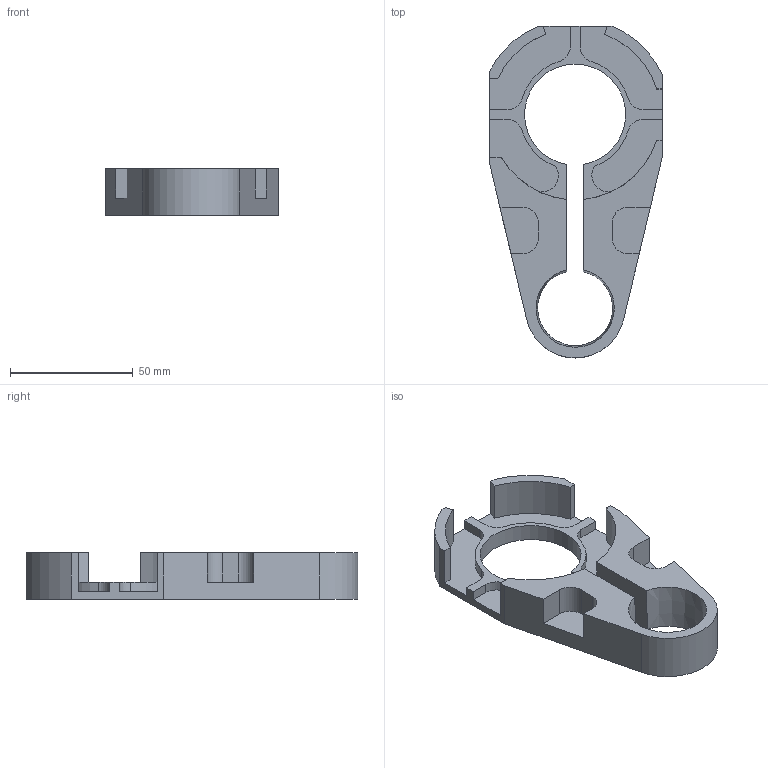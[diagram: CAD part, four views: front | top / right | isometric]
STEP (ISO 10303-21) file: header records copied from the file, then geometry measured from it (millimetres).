
FILE_DESCRIPTION(('FreeCAD Model'),'2;1');
FILE_NAME('dustShoe.stp', '2016-12-21T18:13:46',('Author'),(''), 'Open CASCADE STEP processor 6.9','FreeCAD','Unknown');
FILE_SCHEMA(('AUTOMOTIVE_DESIGN { 1 0 10303 214 1 1 1 1 }'));
Length unit declared in the file: millimetre
Products named in the file (2): ASSEMBLY; VaccuSuckv3
Assembly tree (1 placements, depth 2):
  ASSEMBLY
    VaccuSuckv3
Bounding box: 70.3 x 135 x 19 mm (x, y, z)
Volume: 55331.6 mm3; surface area: 23284.9 mm2
Topology: 1 solids, 1 shells, 61 faces, 180 edges, 120 vertices
Faces by surface type: plane 36, cylinder 24, cone 1
Entity records: 5032 total; most frequent: CARTESIAN_POINT 1546, DIRECTION 620, ORIENTED_EDGE 360, PCURVE 360, DEFINITIONAL_REPRESENTATION 360, LINE 358, VECTOR 358, EDGE_CURVE 180
